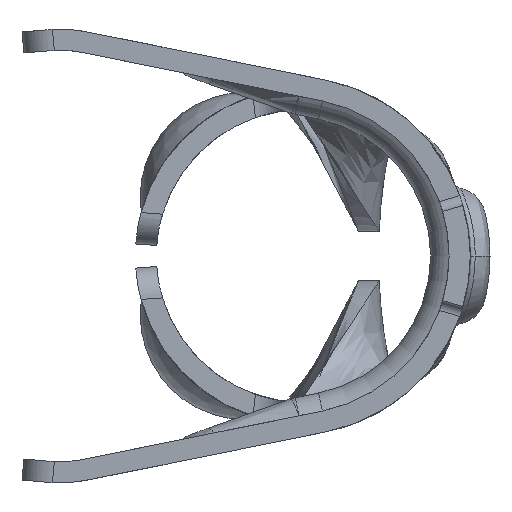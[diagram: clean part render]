
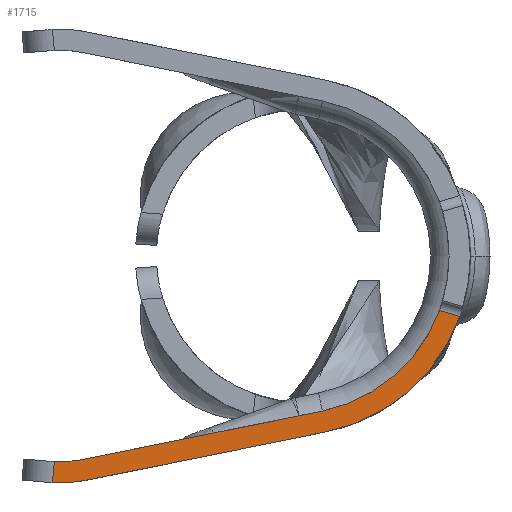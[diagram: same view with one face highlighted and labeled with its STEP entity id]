
A CAD part, left-side view. The second image highlights one B-rep face of the part: STEP entity #1715.
In plain terms, the highlighted planar face has unit normal (-0.999, 0.035, 0).
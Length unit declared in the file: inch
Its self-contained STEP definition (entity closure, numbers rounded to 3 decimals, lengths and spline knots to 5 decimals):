
#229 = EDGE_CURVE ( 'NONE', #10657, #2582, #3688, .T. ) ;
#371 = CARTESIAN_POINT ( 'NONE',  ( -1.97524, -0.02246, -0.16662 ) ) ;
#431 = CARTESIAN_POINT ( 'NONE',  ( -1.97733, -0.08221, -0.15454 ) ) ;
#453 = CARTESIAN_POINT ( 'NONE',  ( -1.97894, -0.1283, -0.11464 ) ) ;
#511 = CARTESIAN_POINT ( 'NONE',  ( -1.97965, -0.14883, -0.05723 ) ) ;
#520 = CARTESIAN_POINT ( 'NONE',  ( -1.96657, 0.22583, -0.21539 ) ) ;
#794 = VERTEX_POINT ( 'NONE', #5418 ) ;
#1308 = VERTEX_POINT ( 'NONE', #11926 ) ;
#1584 = EDGE_CURVE ( 'NONE', #11781, #794, #12777, .T. ) ;
#1715 = ADVANCED_FACE ( 'NONE', ( #12674 ), #12616, .F. ) ;
#1744 = CARTESIAN_POINT ( 'NONE',  ( -1.96656, 0.226, -0.1953 ) ) ;
#1917 = VECTOR ( 'NONE', #3858, 39.37008 ) ;
#2076 = DIRECTION ( 'NONE',  ( 0.033, 0.959, 0.281 ) ) ;
#2442 = VECTOR ( 'NONE', #12621, 39.37008 ) ;
#2582 = VERTEX_POINT ( 'NONE', #11403 ) ;
#2589 = CARTESIAN_POINT ( 'NONE',  ( -1.9751, -0.01849, -0.14702 ) ) ;
#3572 = LINE ( 'NONE', #8138, #2442 ) ;
#3688 =( BOUNDED_CURVE ( )  B_SPLINE_CURVE ( 3, ( #511, #453, #431, #371 ),
 .UNSPECIFIED., .F., .T. ) 
 B_SPLINE_CURVE_WITH_KNOTS ( ( 4, 4 ),
 ( 0.34338, 1.37119 ),
 .UNSPECIFIED. ) 
 CURVE ( )  GEOMETRIC_REPRESENTATION_ITEM ( )  RATIONAL_B_SPLINE_CURVE ( ( 1., 0.914, 0.914, 1. ) ) 
 REPRESENTATION_ITEM ( '' )  );
#3858 = DIRECTION ( 'NONE',  ( -0.034, -0.98, 0.198 ) ) ;
#4510 = CARTESIAN_POINT ( 'NONE',  ( -1.96623, 0.23565, -0.1949 ) ) ;
#4564 = CARTESIAN_POINT ( 'NONE',  ( -1.9749, -0.01273, -0.16859 ) ) ;
#5378 =( BOUNDED_CURVE ( )  B_SPLINE_CURVE ( 3, ( #6575, #11060, #520, #5514 ),
 .UNSPECIFIED., .F., .T. ) 
 B_SPLINE_CURVE_WITH_KNOTS ( ( 4, 4 ),
 ( 1.37119, 1.61868 ),
 .UNSPECIFIED. ) 
 CURVE ( )  GEOMETRIC_REPRESENTATION_ITEM ( )  RATIONAL_B_SPLINE_CURVE ( ( 1., 0.995, 0.995, 1. ) ) 
 REPRESENTATION_ITEM ( '' )  );
#5418 = CARTESIAN_POINT ( 'NONE',  ( -1.97898, -0.1296, -0.0516 ) ) ;
#5514 = CARTESIAN_POINT ( 'NONE',  ( -1.96617, 0.23739, -0.21484 ) ) ;
#6524 = CARTESIAN_POINT ( 'NONE',  ( -1.9669, 0.21637, -0.19453 ) ) ;
#6575 = CARTESIAN_POINT ( 'NONE',  ( -1.96737, 0.20293, -0.21222 ) ) ;
#6982 = VECTOR ( 'NONE', #8996, 39.37008 ) ;
#7111 = EDGE_CURVE ( 'NONE', #2582, #9705, #14596, .T. ) ;
#7231 = AXIS2_PLACEMENT_3D ( 'NONE', #12598, #12532, #12510 ) ;
#7663 = EDGE_CURVE ( 'NONE', #9705, #1308, #5378, .T. ) ;
#7729 = EDGE_CURVE ( 'NONE', #9439, #1308, #3572, .T. ) ;
#7915 = LINE ( 'NONE', #12391, #9984 ) ;
#8138 = CARTESIAN_POINT ( 'NONE',  ( -1.96616, 0.23763, -0.21751 ) ) ;
#8162 = CARTESIAN_POINT ( 'NONE',  ( -1.96723, 0.2069, -0.19262 ) ) ;
#8804 = EDGE_LOOP ( 'NONE', ( #10182, #10287, #10307, #10430, #10539, #10608, #10752, #10788 ) ) ;
#8996 = DIRECTION ( 'NONE',  ( 0.034, 0.98, -0.198 ) ) ;
#9439 = VERTEX_POINT ( 'NONE', #4510 ) ;
#9497 = LINE ( 'NONE', #13987, #1917 ) ;
#9705 = VERTEX_POINT ( 'NONE', #12284 ) ;
#9984 = VECTOR ( 'NONE', #2076, 39.37008 ) ;
#10182 = ORIENTED_EDGE ( 'NONE', *, *, #229, .F. ) ;
#10287 = ORIENTED_EDGE ( 'NONE', *, *, #14960, .T. ) ;
#10307 = ORIENTED_EDGE ( 'NONE', *, *, #1584, .F. ) ;
#10403 = CARTESIAN_POINT ( 'NONE',  ( -1.97965, -0.14883, -0.05723 ) ) ;
#10430 = ORIENTED_EDGE ( 'NONE', *, *, #11619, .F. ) ;
#10539 = ORIENTED_EDGE ( 'NONE', *, *, #14130, .F. ) ;
#10608 = ORIENTED_EDGE ( 'NONE', *, *, #7729, .T. ) ;
#10657 = VERTEX_POINT ( 'NONE', #10403 ) ;
#10752 = ORIENTED_EDGE ( 'NONE', *, *, #7663, .F. ) ;
#10788 = ORIENTED_EDGE ( 'NONE', *, *, #7111, .F. ) ;
#11007 = CARTESIAN_POINT ( 'NONE',  ( -1.96723, 0.2069, -0.19262 ) ) ;
#11060 = CARTESIAN_POINT ( 'NONE',  ( -1.96697, 0.21428, -0.21452 ) ) ;
#11095 = VERTEX_POINT ( 'NONE', #8162 ) ;
#11403 = CARTESIAN_POINT ( 'NONE',  ( -1.97524, -0.02246, -0.16662 ) ) ;
#11619 = EDGE_CURVE ( 'NONE', #11095, #11781, #9497, .T. ) ;
#11781 = VERTEX_POINT ( 'NONE', #2589 ) ;
#11926 = CARTESIAN_POINT ( 'NONE',  ( -1.96617, 0.23739, -0.21484 ) ) ;
#12083 = CARTESIAN_POINT ( 'NONE',  ( -1.96623, 0.23565, -0.1949 ) ) ;
#12284 = CARTESIAN_POINT ( 'NONE',  ( -1.96737, 0.20293, -0.21222 ) ) ;
#12391 = CARTESIAN_POINT ( 'NONE',  ( -1.97899, -0.12991, -0.05169 ) ) ;
#12510 = DIRECTION ( 'NONE',  ( 0.035, 0.999, 0. ) ) ;
#12532 = DIRECTION ( 'NONE',  ( 0.999, -0.035, 0. ) ) ;
#12598 = CARTESIAN_POINT ( 'NONE',  ( -1.96516, 0.26625, -0.215 ) ) ;
#12616 = PLANE ( 'NONE',  #7231 ) ;
#12621 = DIRECTION ( 'NONE',  ( 0.003, 0.087, -0.996 ) ) ;
#12674 = FACE_OUTER_BOUND ( 'NONE', #8804, .T. ) ;
#12777 =( BOUNDED_CURVE ( )  B_SPLINE_CURVE ( 3, ( #13629, #13575, #13557, #13501 ),
 .UNSPECIFIED., .F., .T. ) 
 B_SPLINE_CURVE_WITH_KNOTS ( ( 4, 4 ),
 ( 4.91199, 5.93203 ),
 .UNSPECIFIED. ) 
 CURVE ( )  GEOMETRIC_REPRESENTATION_ITEM ( )  RATIONAL_B_SPLINE_CURVE ( ( 1., 0.915, 0.915, 1. ) ) 
 REPRESENTATION_ITEM ( '' )  );
#12865 =( BOUNDED_CURVE ( )  B_SPLINE_CURVE ( 3, ( #12083, #1744, #6524, #11007 ),
 .UNSPECIFIED., .F., .F. ) 
 B_SPLINE_CURVE_WITH_KNOTS ( ( 4, 4 ),
 ( 4.67107, 4.91199 ),
 .UNSPECIFIED. ) 
 CURVE ( )  GEOMETRIC_REPRESENTATION_ITEM ( )  RATIONAL_B_SPLINE_CURVE ( ( 1., 0.995, 0.995, 1. ) ) 
 REPRESENTATION_ITEM ( '' )  );
#13501 = CARTESIAN_POINT ( 'NONE',  ( -1.97898, -0.1296, -0.0516 ) ) ;
#13557 = CARTESIAN_POINT ( 'NONE',  ( -1.97834, -0.11125, -0.10169 ) ) ;
#13575 = CARTESIAN_POINT ( 'NONE',  ( -1.97693, -0.07078, -0.13644 ) ) ;
#13629 = CARTESIAN_POINT ( 'NONE',  ( -1.9751, -0.01849, -0.14702 ) ) ;
#13987 = CARTESIAN_POINT ( 'NONE',  ( -1.97476, -0.00877, -0.14899 ) ) ;
#14130 = EDGE_CURVE ( 'NONE', #9439, #11095, #12865, .T. ) ;
#14596 = LINE ( 'NONE', #4564, #6982 ) ;
#14960 = EDGE_CURVE ( 'NONE', #10657, #794, #7915, .T. ) ;
